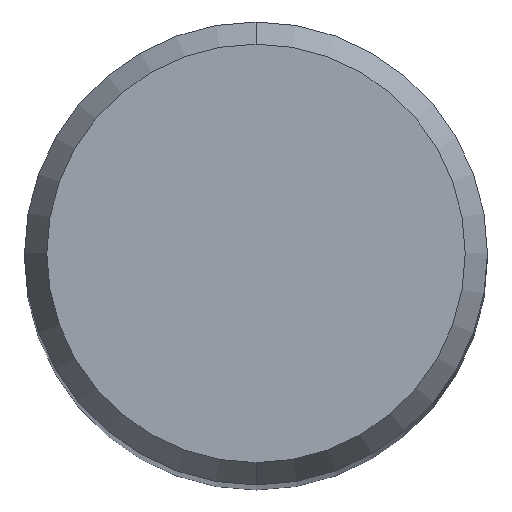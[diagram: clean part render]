
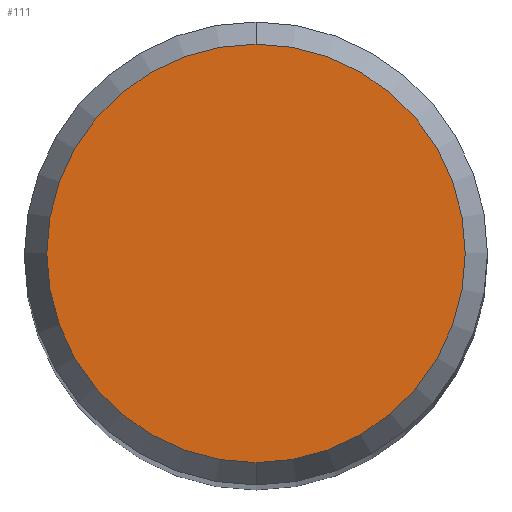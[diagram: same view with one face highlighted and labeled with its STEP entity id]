
A CAD part, top view. The second image highlights one B-rep face of the part: STEP entity #111.
In plain terms, the highlighted planar face has unit normal (0, 0, 1).
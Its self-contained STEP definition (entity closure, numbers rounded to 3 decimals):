
#111=ADVANCED_FACE('',(#262),#263,.T.);
#123=EDGE_CURVE('',#135,#173,#276,.T.);
#127=EDGE_CURVE('',#173,#135,#280,.T.);
#135=VERTEX_POINT('',#289);
#173=VERTEX_POINT('',#331);
#262=FACE_OUTER_BOUND('',#428,.T.);
#263=PLANE('',#429);
#276=CIRCLE('',#446,2.158);
#280=CIRCLE('',#451,2.158);
#289=CARTESIAN_POINT('',(0.0,2.158,0.));
#331=CARTESIAN_POINT('',(0.,-2.158,0.));
#428=EDGE_LOOP('',(#614,#615));
#429=AXIS2_PLACEMENT_3D('',#616,#617,#618);
#446=AXIS2_PLACEMENT_3D('',#631,#632,#633);
#451=AXIS2_PLACEMENT_3D('',#634,#635,#636);
#614=ORIENTED_EDGE('',*,*,#123,.F.);
#615=ORIENTED_EDGE('',*,*,#127,.F.);
#616=CARTESIAN_POINT('',(0.0,1.079,0.));
#617=DIRECTION('',(-0.0,0.0,1.0));
#618=DIRECTION('',(0.0,-1.0,0.0));
#631=CARTESIAN_POINT('',(0.0,0.0,0.));
#632=DIRECTION('',(0.0,0.0,-1.0));
#633=DIRECTION('',(0.0,1.0,0.0));
#634=CARTESIAN_POINT('',(0.0,0.0,0.));
#635=DIRECTION('',(0.0,0.0,-1.0));
#636=DIRECTION('',(0.0,1.0,0.0));
